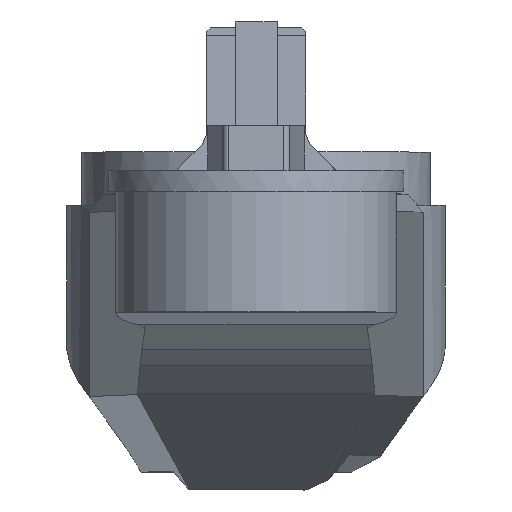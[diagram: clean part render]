
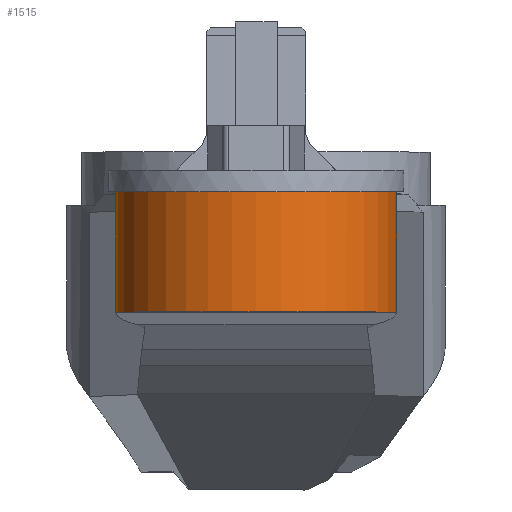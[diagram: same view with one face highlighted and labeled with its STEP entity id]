
A CAD part, top view. The second image highlights one B-rep face of the part: STEP entity #1515.
In plain terms, the highlighted cylindrical face has radius 73.75 mm (diameter 147.5 mm), a partial arc.
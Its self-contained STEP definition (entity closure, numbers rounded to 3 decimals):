
#19=CYLINDRICAL_SURFACE('',#1656,73.75);
#39=ELLIPSE('',#1582,74.475,73.75);
#48=ELLIPSE('',#1614,74.776,73.75);
#49=ELLIPSE('',#1615,74.776,73.75);
#50=ELLIPSE('',#1617,78.238,73.75);
#51=ELLIPSE('',#1618,78.238,73.75);
#58=ELLIPSE('',#1629,74.475,73.75);
#62=ELLIPSE('',#1636,112.414,73.75);
#68=ELLIPSE('',#1643,112.414,73.75);
#102=FACE_OUTER_BOUND('',#188,.T.);
#188=EDGE_LOOP('',(#1188,#1189,#1190,#1191,#1192,#1193,#1194,#1195,#1196,
#1197,#1198,#1199));
#258=CIRCLE('',#1657,73.75);
#259=CIRCLE('',#1658,73.75);
#321=LINE('',#2323,#479);
#329=LINE('',#2338,#487);
#479=VECTOR('',#1842,1.);
#487=VECTOR('',#1852,1.);
#606=VERTEX_POINT('',#2215);
#607=VERTEX_POINT('',#2217);
#648=VERTEX_POINT('',#2321);
#649=VERTEX_POINT('',#2322);
#654=VERTEX_POINT('',#2335);
#655=VERTEX_POINT('',#2337);
#666=VERTEX_POINT('',#2368);
#667=VERTEX_POINT('',#2369);
#668=VERTEX_POINT('',#2371);
#669=VERTEX_POINT('',#2373);
#680=VERTEX_POINT('',#2406);
#681=VERTEX_POINT('',#2408);
#758=EDGE_CURVE('',#607,#606,#39,.T.);
#809=EDGE_CURVE('',#648,#649,#321,.T.);
#817=EDGE_CURVE('',#654,#655,#329,.T.);
#834=EDGE_CURVE('',#666,#667,#48,.T.);
#836=EDGE_CURVE('',#668,#669,#49,.T.);
#838=EDGE_CURVE('',#655,#668,#50,.T.);
#839=EDGE_CURVE('',#667,#649,#51,.T.);
#854=EDGE_CURVE('',#681,#680,#58,.T.);
#861=EDGE_CURVE('',#654,#607,#62,.T.);
#869=EDGE_CURVE('',#680,#648,#68,.T.);
#880=EDGE_CURVE('',#606,#681,#258,.T.);
#881=EDGE_CURVE('',#666,#669,#259,.T.);
#1188=ORIENTED_EDGE('',*,*,#817,.F.);
#1189=ORIENTED_EDGE('',*,*,#861,.T.);
#1190=ORIENTED_EDGE('',*,*,#758,.T.);
#1191=ORIENTED_EDGE('',*,*,#880,.T.);
#1192=ORIENTED_EDGE('',*,*,#854,.T.);
#1193=ORIENTED_EDGE('',*,*,#869,.T.);
#1194=ORIENTED_EDGE('',*,*,#809,.T.);
#1195=ORIENTED_EDGE('',*,*,#839,.F.);
#1196=ORIENTED_EDGE('',*,*,#834,.F.);
#1197=ORIENTED_EDGE('',*,*,#881,.T.);
#1198=ORIENTED_EDGE('',*,*,#836,.F.);
#1199=ORIENTED_EDGE('',*,*,#838,.F.);
#1515=ADVANCED_FACE('',(#102),#19,.T.);
#1582=AXIS2_PLACEMENT_3D('',#2218,#1753,#1754);
#1614=AXIS2_PLACEMENT_3D('',#2370,#1877,#1878);
#1615=AXIS2_PLACEMENT_3D('',#2374,#1880,#1881);
#1617=AXIS2_PLACEMENT_3D('',#2377,#1885,#1886);
#1618=AXIS2_PLACEMENT_3D('',#2378,#1887,#1888);
#1629=AXIS2_PLACEMENT_3D('',#2409,#1917,#1918);
#1636=AXIS2_PLACEMENT_3D('',#2422,#1934,#1935);
#1643=AXIS2_PLACEMENT_3D('',#2435,#1950,#1951);
#1656=AXIS2_PLACEMENT_3D('',#2456,#1979,#1980);
#1657=AXIS2_PLACEMENT_3D('',#2457,#1981,#1982);
#1658=AXIS2_PLACEMENT_3D('',#2458,#1983,#1984);
#1753=DIRECTION('center_axis',(0.139,0.99,0.007));
#1754=DIRECTION('ref_axis',(0.989,-0.139,0.052));
#1842=DIRECTION('',(0.,-1.,0.));
#1852=DIRECTION('',(0.,-1.,0.));
#1877=DIRECTION('center_axis',(0.,-0.986,0.165));
#1878=DIRECTION('ref_axis',(0.,-0.165,-0.986));
#1880=DIRECTION('center_axis',(0.,-0.986,0.165));
#1881=DIRECTION('ref_axis',(0.,-0.165,-0.986));
#1885=DIRECTION('center_axis',(0.,-0.943,0.334));
#1886=DIRECTION('ref_axis',(0.,-0.334,-0.943));
#1887=DIRECTION('center_axis',(0.,-0.943,0.334));
#1888=DIRECTION('ref_axis',(0.,-0.334,-0.943));
#1917=DIRECTION('center_axis',(-0.139,0.99,0.007));
#1918=DIRECTION('ref_axis',(-0.989,-0.139,0.052));
#1934=DIRECTION('center_axis',(0.754,0.656,0.039));
#1935=DIRECTION('ref_axis',(0.655,-0.755,0.034));
#1950=DIRECTION('center_axis',(-0.754,0.656,0.039));
#1951=DIRECTION('ref_axis',(-0.655,-0.755,0.034));
#1979=DIRECTION('center_axis',(0.,-1.,0.));
#1980=DIRECTION('ref_axis',(0.,0.,-1.));
#1981=DIRECTION('center_axis',(0.,-1.,0.));
#1982=DIRECTION('ref_axis',(0.,0.,-1.));
#1983=DIRECTION('center_axis',(0.,1.,0.));
#1984=DIRECTION('ref_axis',(0.,0.,-1.));
#2215=CARTESIAN_POINT('',(347.375,-90.,1258.479));
#2217=CARTESIAN_POINT('',(350.835,-90.508,1261.569));
#2218=CARTESIAN_POINT('Origin',(300.,-83.767,1315.));
#2321=CARTESIAN_POINT('',(241.668,-99.622,1269.874));
#2322=CARTESIAN_POINT('',(241.668,-161.622,1269.874));
#2323=CARTESIAN_POINT('',(241.668,-99.622,1269.874));
#2335=CARTESIAN_POINT('',(358.332,-99.622,1269.874));
#2337=CARTESIAN_POINT('',(358.332,-161.622,1269.874));
#2338=CARTESIAN_POINT('',(358.332,-99.622,1269.874));
#2368=CARTESIAN_POINT('',(226.25,-153.051,1315.056));
#2369=CARTESIAN_POINT('',(237.858,-159.707,1275.283));
#2370=CARTESIAN_POINT('Origin',(300.,-153.06,1315.));
#2371=CARTESIAN_POINT('',(362.142,-159.707,1275.283));
#2373=CARTESIAN_POINT('',(373.75,-153.051,1315.056));
#2374=CARTESIAN_POINT('Origin',(300.,-153.06,1315.));
#2377=CARTESIAN_POINT('Origin',(300.,-145.642,1315.));
#2378=CARTESIAN_POINT('Origin',(300.,-145.642,1315.));
#2406=CARTESIAN_POINT('',(249.165,-90.508,1261.569));
#2408=CARTESIAN_POINT('',(252.625,-90.,1258.479));
#2409=CARTESIAN_POINT('Origin',(300.,-83.767,1315.));
#2422=CARTESIAN_POINT('Origin',(300.,-35.327,1315.));
#2435=CARTESIAN_POINT('Origin',(300.,-35.327,1315.));
#2456=CARTESIAN_POINT('Origin',(300.,-86.419,1315.));
#2457=CARTESIAN_POINT('Origin',(300.,-90.,1315.));
#2458=CARTESIAN_POINT('Origin',(300.,-153.051,1315.));
